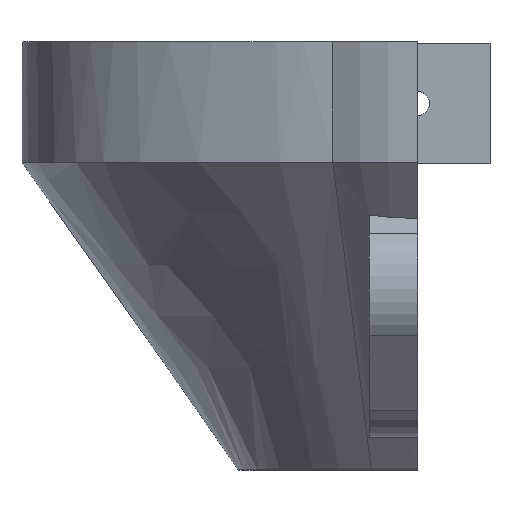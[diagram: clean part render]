
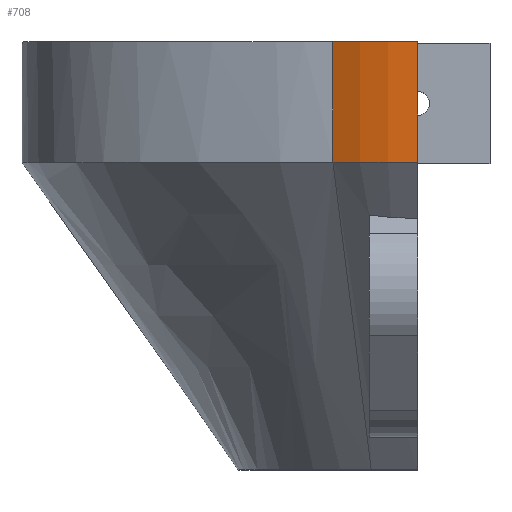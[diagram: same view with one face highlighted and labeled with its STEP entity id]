
A CAD part, top view. The second image highlights one B-rep face of the part: STEP entity #708.
In plain terms, the highlighted cylindrical face has radius 7 mm (diameter 14 mm), a partial arc.
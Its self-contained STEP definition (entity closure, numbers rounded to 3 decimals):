
#56=CYLINDRICAL_SURFACE('',#762,7.);
#89=FACE_OUTER_BOUND('',#135,.T.);
#135=EDGE_LOOP('',(#609,#610,#611,#612));
#156=CIRCLE('',#753,7.);
#159=CIRCLE('',#763,7.);
#182=LINE('',#1157,#247);
#218=LINE('',#1529,#283);
#247=VECTOR('',#826,10.);
#283=VECTOR('',#914,10.);
#314=VERTEX_POINT('',#1124);
#315=VERTEX_POINT('',#1156);
#340=VERTEX_POINT('',#1354);
#349=VERTEX_POINT('',#1527);
#388=EDGE_CURVE('',#314,#315,#182,.T.);
#425=EDGE_CURVE('',#340,#314,#156,.T.);
#443=EDGE_CURVE('',#340,#349,#218,.T.);
#444=EDGE_CURVE('',#315,#349,#159,.T.);
#609=ORIENTED_EDGE('',*,*,#425,.F.);
#610=ORIENTED_EDGE('',*,*,#443,.T.);
#611=ORIENTED_EDGE('',*,*,#444,.F.);
#612=ORIENTED_EDGE('',*,*,#388,.F.);
#708=ADVANCED_FACE('',(#89),#56,.T.);
#753=AXIS2_PLACEMENT_3D('',#1355,#887,#888);
#762=AXIS2_PLACEMENT_3D('',#1530,#915,#916);
#763=AXIS2_PLACEMENT_3D('',#1531,#917,#918);
#826=DIRECTION('',(0.,1.,0.));
#887=DIRECTION('center_axis',(0.,-1.,0.));
#888=DIRECTION('ref_axis',(0.5,0.,0.866));
#914=DIRECTION('',(0.,1.,0.));
#915=DIRECTION('center_axis',(0.,1.,0.));
#916=DIRECTION('ref_axis',(0.5,0.,0.866));
#917=DIRECTION('center_axis',(0.,1.,0.));
#918=DIRECTION('ref_axis',(0.5,0.,0.866));
#1124=CARTESIAN_POINT('',(-3.498,0.,23.551));
#1156=CARTESIAN_POINT('',(-3.498,5.,23.551));
#1157=CARTESIAN_POINT('',(-3.498,0.,23.551));
#1354=CARTESIAN_POINT('',(0.,0.,24.488));
#1355=CARTESIAN_POINT('Origin',(0.,0.,17.488));
#1527=CARTESIAN_POINT('',(0.,5.,24.488));
#1529=CARTESIAN_POINT('',(0.,0.,24.488));
#1530=CARTESIAN_POINT('Origin',(0.,0.,17.488));
#1531=CARTESIAN_POINT('Origin',(0.,5.,17.488));
